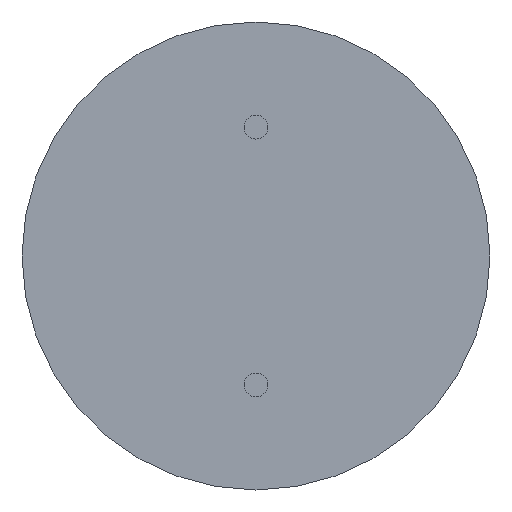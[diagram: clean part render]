
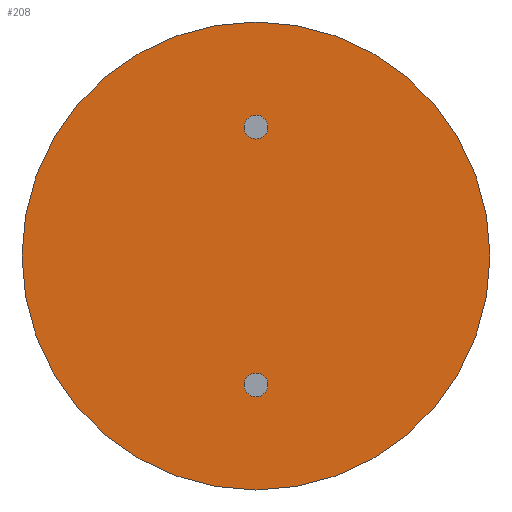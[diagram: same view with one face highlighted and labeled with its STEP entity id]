
A CAD part, front view. The second image highlights one B-rep face of the part: STEP entity #208.
In plain terms, the highlighted planar face has unit normal (0, -1, 0).
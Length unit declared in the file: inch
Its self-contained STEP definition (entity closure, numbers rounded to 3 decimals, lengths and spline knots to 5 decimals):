
#15 = AXIS2_PLACEMENT_3D ( 'NONE', #722, #1060, #976 ) ;
#42 = DIRECTION ( 'NONE',  ( 0., 0., -1. ) ) ;
#51 = CARTESIAN_POINT ( 'NONE',  ( 0., -0.29528, 0.14961 ) ) ;
#72 = AXIS2_PLACEMENT_3D ( 'NONE', #908, #839, #105 ) ;
#75 = DIRECTION ( 'NONE',  ( 0., -1., 0. ) ) ;
#89 = CIRCLE ( 'NONE', #72, 0.27165 ) ;
#102 = VERTEX_POINT ( 'NONE', #860 ) ;
#105 = DIRECTION ( 'NONE',  ( 1., 0., 0. ) ) ;
#110 = FACE_OUTER_BOUND ( 'NONE', #665, .T. ) ;
#126 = EDGE_CURVE ( 'NONE', #102, #887, #564, .T. ) ;
#129 = ORIENTED_EDGE ( 'NONE', *, *, #753, .F. ) ;
#141 = DIRECTION ( 'NONE',  ( 0., -1., 0. ) ) ;
#201 = DIRECTION ( 'NONE',  ( 0., -1., 0. ) ) ;
#206 = EDGE_LOOP ( 'NONE', ( #445, #585 ) ) ;
#208 = ADVANCED_FACE ( 'NONE', ( #629, #269, #110 ), #1070, .T. ) ;
#209 = ORIENTED_EDGE ( 'NONE', *, *, #944, .T. ) ;
#232 = AXIS2_PLACEMENT_3D ( 'NONE', #1050, #75, #337 ) ;
#269 = FACE_BOUND ( 'NONE', #206, .T. ) ;
#319 = CARTESIAN_POINT ( 'NONE',  ( 0., -0.29528, 0.16339 ) ) ;
#337 = DIRECTION ( 'NONE',  ( 1., 0., 0. ) ) ;
#366 = VERTEX_POINT ( 'NONE', #392 ) ;
#367 = DIRECTION ( 'NONE',  ( 0., -1., 0. ) ) ;
#386 = DIRECTION ( 'NONE',  ( 0., 0., -1. ) ) ;
#392 = CARTESIAN_POINT ( 'NONE',  ( 0., -0.29528, -0.13583 ) ) ;
#415 = AXIS2_PLACEMENT_3D ( 'NONE', #51, #367, #386 ) ;
#426 = AXIS2_PLACEMENT_3D ( 'NONE', #849, #954, #42 ) ;
#445 = ORIENTED_EDGE ( 'NONE', *, *, #865, .F. ) ;
#446 = CIRCLE ( 'NONE', #15, 0.01378 ) ;
#459 = CARTESIAN_POINT ( 'NONE',  ( -0.27165, -0.29528, 0. ) ) ;
#463 = AXIS2_PLACEMENT_3D ( 'NONE', #853, #201, #675 ) ;
#497 = AXIS2_PLACEMENT_3D ( 'NONE', #620, #141, #630 ) ;
#508 = EDGE_LOOP ( 'NONE', ( #129, #822 ) ) ;
#564 = CIRCLE ( 'NONE', #426, 0.01378 ) ;
#572 = CARTESIAN_POINT ( 'NONE',  ( 0., -0.29528, -0.16339 ) ) ;
#585 = ORIENTED_EDGE ( 'NONE', *, *, #126, .F. ) ;
#620 = CARTESIAN_POINT ( 'NONE',  ( 0., -0.29528, -0.14961 ) ) ;
#629 = FACE_BOUND ( 'NONE', #508, .T. ) ;
#630 = DIRECTION ( 'NONE',  ( 0., 0., -1. ) ) ;
#655 = EDGE_CURVE ( 'NONE', #921, #843, #89, .T. ) ;
#665 = EDGE_LOOP ( 'NONE', ( #209, #1049 ) ) ;
#675 = DIRECTION ( 'NONE',  ( 1., 0., 0. ) ) ;
#722 = CARTESIAN_POINT ( 'NONE',  ( 0., -0.29528, -0.14961 ) ) ;
#753 = EDGE_CURVE ( 'NONE', #366, #957, #801, .T. ) ;
#801 = CIRCLE ( 'NONE', #497, 0.01378 ) ;
#822 = ORIENTED_EDGE ( 'NONE', *, *, #986, .F. ) ;
#839 = DIRECTION ( 'NONE',  ( 0., -1., 0. ) ) ;
#843 = VERTEX_POINT ( 'NONE', #459 ) ;
#849 = CARTESIAN_POINT ( 'NONE',  ( 0., -0.29528, 0.14961 ) ) ;
#853 = CARTESIAN_POINT ( 'NONE',  ( 0., -0.29528, 0. ) ) ;
#860 = CARTESIAN_POINT ( 'NONE',  ( 0., -0.29528, 0.13583 ) ) ;
#865 = EDGE_CURVE ( 'NONE', #887, #102, #942, .T. ) ;
#887 = VERTEX_POINT ( 'NONE', #319 ) ;
#904 = CIRCLE ( 'NONE', #232, 0.27165 ) ;
#908 = CARTESIAN_POINT ( 'NONE',  ( 0., -0.29528, 0. ) ) ;
#921 = VERTEX_POINT ( 'NONE', #972 ) ;
#942 = CIRCLE ( 'NONE', #415, 0.01378 ) ;
#944 = EDGE_CURVE ( 'NONE', #843, #921, #904, .T. ) ;
#954 = DIRECTION ( 'NONE',  ( 0., -1., 0. ) ) ;
#957 = VERTEX_POINT ( 'NONE', #572 ) ;
#972 = CARTESIAN_POINT ( 'NONE',  ( 0.27165, -0.29528, 0. ) ) ;
#976 = DIRECTION ( 'NONE',  ( 0., 0., -1. ) ) ;
#986 = EDGE_CURVE ( 'NONE', #957, #366, #446, .T. ) ;
#1049 = ORIENTED_EDGE ( 'NONE', *, *, #655, .T. ) ;
#1050 = CARTESIAN_POINT ( 'NONE',  ( 0., -0.29528, 0. ) ) ;
#1060 = DIRECTION ( 'NONE',  ( 0., -1., 0. ) ) ;
#1070 = PLANE ( 'NONE',  #463 ) ;
